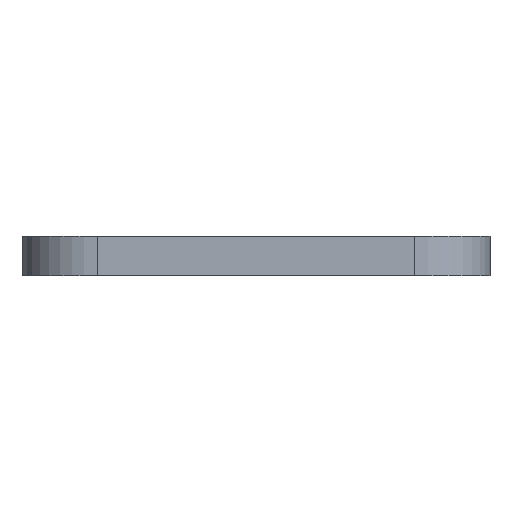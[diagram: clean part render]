
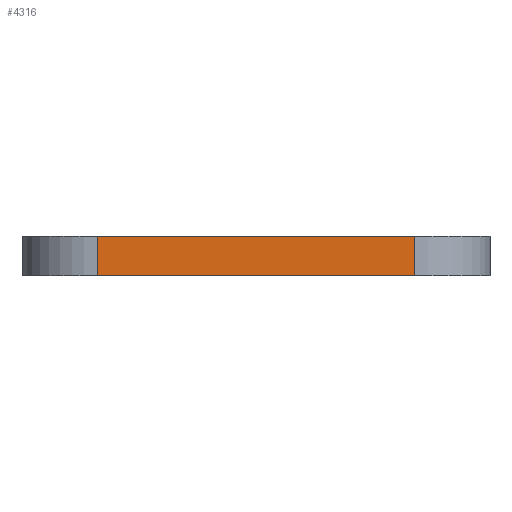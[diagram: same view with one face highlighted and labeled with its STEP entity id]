
A CAD part, left-side view. The second image highlights one B-rep face of the part: STEP entity #4316.
In plain terms, the highlighted planar face has unit normal (-1, 0, 0).
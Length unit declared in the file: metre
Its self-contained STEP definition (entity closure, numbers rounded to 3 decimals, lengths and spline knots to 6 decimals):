
#96=PLANE('',#4554);
#204=FACE_OUTER_BOUND('',#424,.T.);
#424=EDGE_LOOP('',(#2903,#2904,#2905,#2906));
#726=LINE('',#6339,#1152);
#727=LINE('',#6343,#1153);
#728=LINE('',#6345,#1154);
#729=LINE('',#6346,#1155);
#1152=VECTOR('',#5014,1.);
#1153=VECTOR('',#5019,1.);
#1154=VECTOR('',#5020,1.);
#1155=VECTOR('',#5021,1.);
#1807=VERTEX_POINT('',#6336);
#1808=VERTEX_POINT('',#6338);
#1809=VERTEX_POINT('',#6342);
#1810=VERTEX_POINT('',#6344);
#2245=EDGE_CURVE('',#1807,#1808,#726,.T.);
#2247=EDGE_CURVE('',#1807,#1809,#727,.T.);
#2248=EDGE_CURVE('',#1809,#1810,#728,.T.);
#2249=EDGE_CURVE('',#1808,#1810,#729,.T.);
#2903=ORIENTED_EDGE('',*,*,#2247,.T.);
#2904=ORIENTED_EDGE('',*,*,#2248,.T.);
#2905=ORIENTED_EDGE('',*,*,#2249,.F.);
#2906=ORIENTED_EDGE('',*,*,#2245,.F.);
#4316=ADVANCED_FACE('',(#204),#96,.T.);
#4554=AXIS2_PLACEMENT_3D('',#6341,#5017,#5018);
#5014=DIRECTION('',(0.,0.,1.));
#5017=DIRECTION('center_axis',(-1.,0.,0.));
#5018=DIRECTION('ref_axis',(0.,-1.,0.));
#5019=DIRECTION('',(0.,-1.,0.));
#5020=DIRECTION('',(0.,0.,1.));
#5021=DIRECTION('',(0.,-1.,0.));
#6336=CARTESIAN_POINT('',(-0.12221,0.060179,0.));
#6338=CARTESIAN_POINT('',(-0.12221,0.060179,0.003175));
#6339=CARTESIAN_POINT('',(-0.12221,0.060179,0.));
#6341=CARTESIAN_POINT('Origin',(-0.12221,0.060179,0.));
#6342=CARTESIAN_POINT('',(-0.12221,0.034779,0.));
#6343=CARTESIAN_POINT('',(-0.12221,0.060179,0.));
#6344=CARTESIAN_POINT('',(-0.12221,0.034779,0.003175));
#6345=CARTESIAN_POINT('',(-0.12221,0.034779,0.));
#6346=CARTESIAN_POINT('',(-0.12221,0.060179,0.003175));
